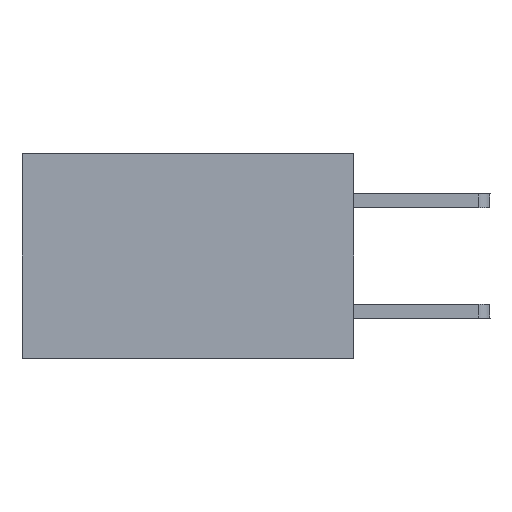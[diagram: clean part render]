
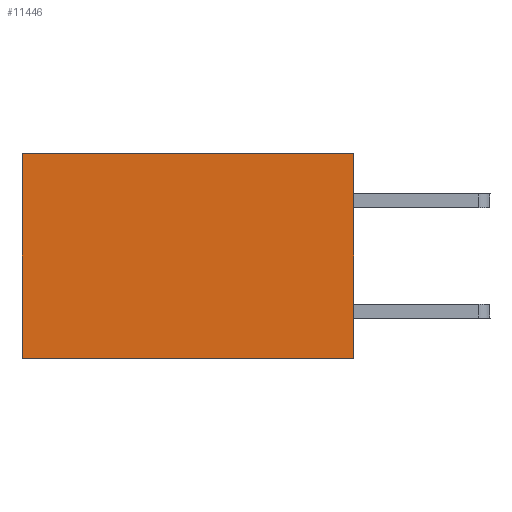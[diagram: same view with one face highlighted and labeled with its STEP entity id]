
A CAD part, left-side view. The second image highlights one B-rep face of the part: STEP entity #11446.
In plain terms, the highlighted planar face has unit normal (-1, 0, 0).
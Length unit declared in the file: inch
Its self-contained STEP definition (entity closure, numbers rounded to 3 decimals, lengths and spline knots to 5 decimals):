
#715 = CARTESIAN_POINT ( 'NONE',  ( 0.2875, 0.6, 0. ) ) ;
#730 = DIRECTION ( 'NONE',  ( 0., 0., -1. ) ) ;
#1421 = FACE_OUTER_BOUND ( 'NONE', #2292, .T. ) ;
#2253 = EDGE_CURVE ( 'NONE', #15256, #9856, #5594, .T. ) ;
#2292 = EDGE_LOOP ( 'NONE', ( #15242, #13429, #13259, #15555 ) ) ;
#2866 = CARTESIAN_POINT ( 'NONE',  ( 0.2875, 0.6, -0.37 ) ) ;
#2961 = DIRECTION ( 'NONE',  ( 0., 1., 0. ) ) ;
#3621 = CARTESIAN_POINT ( 'NONE',  ( 0.2875, 0., 0. ) ) ;
#4257 = VECTOR ( 'NONE', #730, 39.37008 ) ;
#4532 = VECTOR ( 'NONE', #2961, 39.37008 ) ;
#5209 = VECTOR ( 'NONE', #7273, 39.37008 ) ;
#5594 = LINE ( 'NONE', #3621, #5209 ) ;
#5688 = DIRECTION ( 'NONE',  ( 0., 0., -1. ) ) ;
#5961 = LINE ( 'NONE', #6709, #4257 ) ;
#6688 = EDGE_CURVE ( 'NONE', #9856, #12871, #13814, .T. ) ;
#6709 = CARTESIAN_POINT ( 'NONE',  ( 0.2875, 0.6, 0. ) ) ;
#6798 = EDGE_CURVE ( 'NONE', #15256, #9707, #13258, .T. ) ;
#7273 = DIRECTION ( 'NONE',  ( 0., 0., -1. ) ) ;
#7817 = CARTESIAN_POINT ( 'NONE',  ( 0.2875, 0., 0. ) ) ;
#8440 = AXIS2_PLACEMENT_3D ( 'NONE', #12790, #13743, #5688 ) ;
#9707 = VERTEX_POINT ( 'NONE', #715 ) ;
#9856 = VERTEX_POINT ( 'NONE', #13625 ) ;
#9906 = DIRECTION ( 'NONE',  ( 0., 1., 0. ) ) ;
#9985 = PLANE ( 'NONE',  #8440 ) ;
#10068 = CARTESIAN_POINT ( 'NONE',  ( 0.2875, 0., -0.37 ) ) ;
#10210 = VECTOR ( 'NONE', #9906, 39.37008 ) ;
#11152 = EDGE_CURVE ( 'NONE', #9707, #12871, #5961, .T. ) ;
#11446 = ADVANCED_FACE ( 'NONE', ( #1421 ), #9985, .F. ) ;
#12790 = CARTESIAN_POINT ( 'NONE',  ( 0.2875, 0., 0. ) ) ;
#12871 = VERTEX_POINT ( 'NONE', #2866 ) ;
#13258 = LINE ( 'NONE', #7817, #4532 ) ;
#13259 = ORIENTED_EDGE ( 'NONE', *, *, #2253, .F. ) ;
#13429 = ORIENTED_EDGE ( 'NONE', *, *, #6688, .F. ) ;
#13625 = CARTESIAN_POINT ( 'NONE',  ( 0.2875, 0., -0.37 ) ) ;
#13743 = DIRECTION ( 'NONE',  ( 1., 0., 0. ) ) ;
#13814 = LINE ( 'NONE', #10068, #10210 ) ;
#14508 = CARTESIAN_POINT ( 'NONE',  ( 0.2875, 0., 0. ) ) ;
#15242 = ORIENTED_EDGE ( 'NONE', *, *, #11152, .T. ) ;
#15256 = VERTEX_POINT ( 'NONE', #14508 ) ;
#15555 = ORIENTED_EDGE ( 'NONE', *, *, #6798, .T. ) ;
